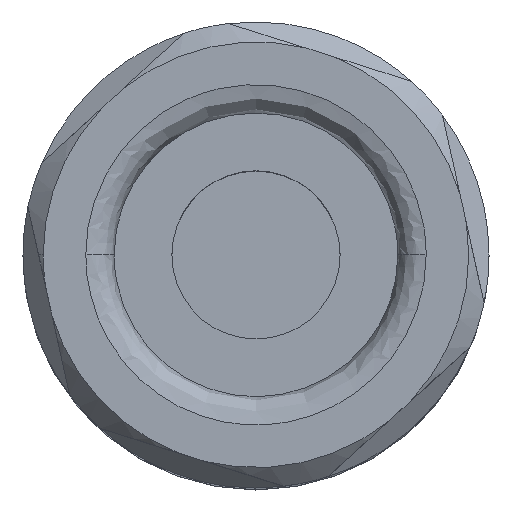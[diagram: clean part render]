
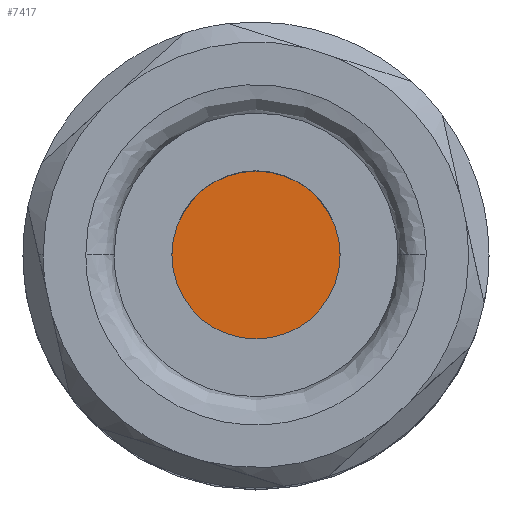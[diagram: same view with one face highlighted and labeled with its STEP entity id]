
A CAD part, top view. The second image highlights one B-rep face of the part: STEP entity #7417.
In plain terms, the highlighted planar face has unit normal (0, 0, 1).
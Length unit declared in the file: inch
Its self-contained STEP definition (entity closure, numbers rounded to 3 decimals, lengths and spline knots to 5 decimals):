
#187 = ORIENTED_EDGE ( 'NONE', *, *, #7380, .T. ) ;
#344 = DIRECTION ( 'NONE',  ( 0., 1., 0. ) ) ;
#548 = AXIS2_PLACEMENT_3D ( 'NONE', #5831, #3468, #344 ) ;
#842 = CARTESIAN_POINT ( 'NONE',  ( 0., 0., 2.35827 ) ) ;
#1023 = EDGE_CURVE ( 'NONE', #6663, #7700, #1195, .T. ) ;
#1029 = CARTESIAN_POINT ( 'NONE',  ( 0., 0.16339, 2.35827 ) ) ;
#1195 = CIRCLE ( 'NONE', #548, 0.16339 ) ;
#1988 = CARTESIAN_POINT ( 'NONE',  ( 0., -0.16339, 2.35827 ) ) ;
#2233 = DIRECTION ( 'NONE',  ( 0., 1., 0. ) ) ;
#2305 = EDGE_LOOP ( 'NONE', ( #6368, #187 ) ) ;
#3087 = DIRECTION ( 'NONE',  ( 0., 1., 0. ) ) ;
#3468 = DIRECTION ( 'NONE',  ( 0., 0., 1. ) ) ;
#3614 = AXIS2_PLACEMENT_3D ( 'NONE', #842, #6932, #2233 ) ;
#4482 = PLANE ( 'NONE',  #3614 ) ;
#4886 = CARTESIAN_POINT ( 'NONE',  ( 0., 0., 2.35827 ) ) ;
#5831 = CARTESIAN_POINT ( 'NONE',  ( 0., 0., 2.35827 ) ) ;
#6046 = DIRECTION ( 'NONE',  ( 0., 0., 1. ) ) ;
#6050 = AXIS2_PLACEMENT_3D ( 'NONE', #4886, #6046, #3087 ) ;
#6368 = ORIENTED_EDGE ( 'NONE', *, *, #1023, .T. ) ;
#6568 = CIRCLE ( 'NONE', #6050, 0.16339 ) ;
#6663 = VERTEX_POINT ( 'NONE', #1029 ) ;
#6932 = DIRECTION ( 'NONE',  ( 0., 0., -1. ) ) ;
#7380 = EDGE_CURVE ( 'NONE', #7700, #6663, #6568, .T. ) ;
#7417 = ADVANCED_FACE ( 'NONE', ( #7524 ), #4482, .F. ) ;
#7524 = FACE_OUTER_BOUND ( 'NONE', #2305, .T. ) ;
#7700 = VERTEX_POINT ( 'NONE', #1988 ) ;
